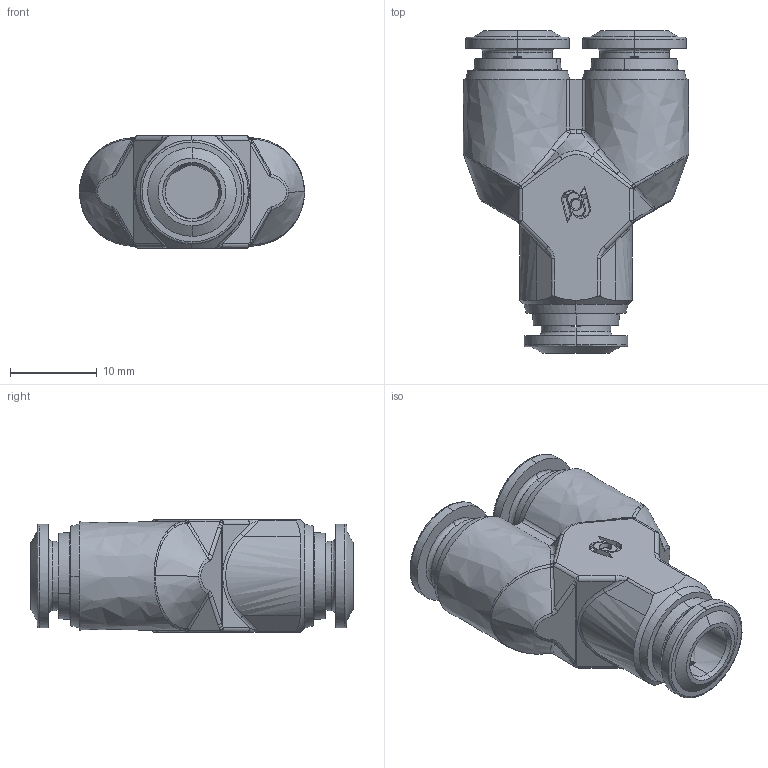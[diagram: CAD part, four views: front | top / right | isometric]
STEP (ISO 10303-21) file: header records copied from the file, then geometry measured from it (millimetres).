
FILE_DESCRIPTION (( 'STEP AP214' ), '1' );
FILE_NAME ('PY06_ME.STEP', '2018-09-06T14:01:16', ( '' ), ( '' ), 'SwSTEP 2.0', 'SolidWorks 2018', '' );
FILE_SCHEMA (( 'AUTOMOTIVE_DESIGN' ));
Length unit declared in the file: millimetre
Products named in the file (1): PY06_ME
Bounding box: 26 x 37.2 x 13 mm (x, y, z)
Volume: 6445.6 mm3; surface area: 3243.7 mm2
Topology: 1 solids, 1 shells, 317 faces, 779 edges, 467 vertices
Faces by surface type: bspline 317
Entity records: 13919 total; most frequent: CARTESIAN_POINT 9474, ORIENTED_EDGE 1530, EDGE_CURVE 765, B_SPLINE_CURVE_WITH_KNOTS 554, VERTEX_POINT 467, EDGE_LOOP 346, FACE_OUTER_BOUND 317, ADVANCED_FACE 317
